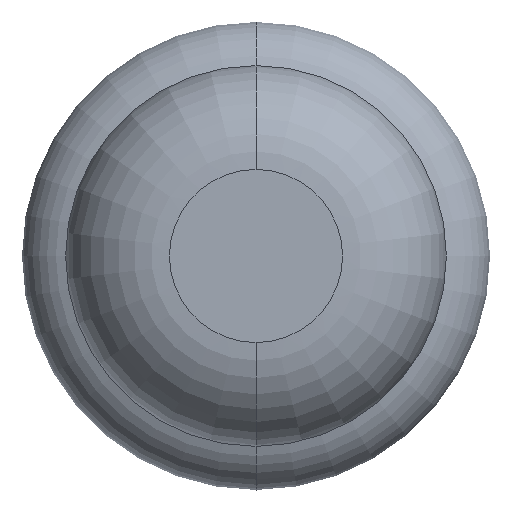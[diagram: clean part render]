
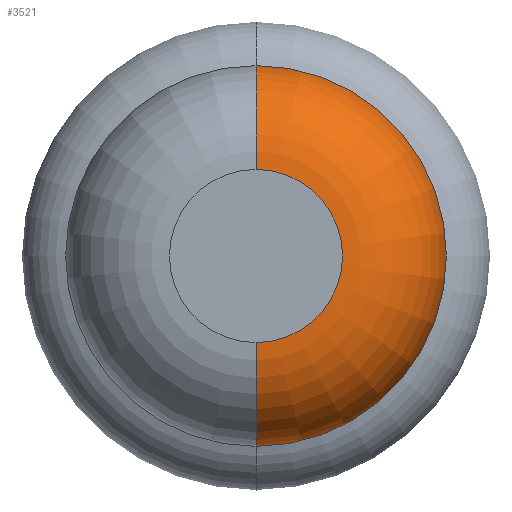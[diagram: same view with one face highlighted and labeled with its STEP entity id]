
A CAD part, front view. The second image highlights one B-rep face of the part: STEP entity #3521.
In plain terms, the highlighted toroidal (fillet/blend) face has major radius 0.375 mm and minor radius 0.45 mm.
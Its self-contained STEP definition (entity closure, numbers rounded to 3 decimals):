
#37 = CARTESIAN_POINT ( 'NONE',  ( 0., -23.55, 0. ) ) ;
#47 = DIRECTION ( 'NONE',  ( -1., 0., 0. ) ) ;
#225 = CARTESIAN_POINT ( 'NONE',  ( 0., -23.55, -0.375 ) ) ;
#375 = EDGE_CURVE ( 'NONE', #3476, #616, #1724, .T. ) ;
#495 = EDGE_LOOP ( 'NONE', ( #1483, #1014, #1613, #2601 ) ) ;
#616 = VERTEX_POINT ( 'NONE', #1737 ) ;
#640 = EDGE_CURVE ( 'NONE', #2233, #3476, #2088, .T. ) ;
#691 = AXIS2_PLACEMENT_3D ( 'NONE', #2082, #2589, #3490 ) ;
#719 = AXIS2_PLACEMENT_3D ( 'NONE', #37, #2232, #1376 ) ;
#761 = CARTESIAN_POINT ( 'NONE',  ( 0., -23.55, 0.825 ) ) ;
#997 = EDGE_CURVE ( 'NONE', #2233, #3202, #2295, .T. ) ;
#1014 = ORIENTED_EDGE ( 'NONE', *, *, #1308, .T. ) ;
#1122 = AXIS2_PLACEMENT_3D ( 'NONE', #1208, #47, #3411 ) ;
#1208 = CARTESIAN_POINT ( 'NONE',  ( 0., -23.55, 0.375 ) ) ;
#1266 = AXIS2_PLACEMENT_3D ( 'NONE', #225, #2996, #1642 ) ;
#1308 = EDGE_CURVE ( 'NONE', #3202, #616, #1326, .T. ) ;
#1326 = CIRCLE ( 'NONE', #1266, 0.45 ) ;
#1376 = DIRECTION ( 'NONE',  ( 0., 0., 1. ) ) ;
#1483 = ORIENTED_EDGE ( 'NONE', *, *, #997, .T. ) ;
#1613 = ORIENTED_EDGE ( 'NONE', *, *, #375, .F. ) ;
#1642 = DIRECTION ( 'NONE',  ( 0., 0., -1. ) ) ;
#1724 = CIRCLE ( 'NONE', #2886, 0.825 ) ;
#1737 = CARTESIAN_POINT ( 'NONE',  ( 0., -23.55, -0.825 ) ) ;
#1938 = DIRECTION ( 'NONE',  ( 0., 0., 1. ) ) ;
#1966 = TOROIDAL_SURFACE ( 'NONE', #719, 0.375, 0.45 ) ;
#2082 = CARTESIAN_POINT ( 'NONE',  ( 0., -24., 0. ) ) ;
#2088 = CIRCLE ( 'NONE', #1122, 0.45 ) ;
#2232 = DIRECTION ( 'NONE',  ( 0., 1., 0. ) ) ;
#2233 = VERTEX_POINT ( 'NONE', #3632 ) ;
#2295 = CIRCLE ( 'NONE', #691, 0.375 ) ;
#2464 = DIRECTION ( 'NONE',  ( 0., 1., 0. ) ) ;
#2561 = CARTESIAN_POINT ( 'NONE',  ( 0., -24., -0.375 ) ) ;
#2589 = DIRECTION ( 'NONE',  ( 0., 1., 0. ) ) ;
#2601 = ORIENTED_EDGE ( 'NONE', *, *, #640, .F. ) ;
#2647 = FACE_OUTER_BOUND ( 'NONE', #495, .T. ) ;
#2886 = AXIS2_PLACEMENT_3D ( 'NONE', #3609, #2464, #1938 ) ;
#2996 = DIRECTION ( 'NONE',  ( 1., 0., 0. ) ) ;
#3202 = VERTEX_POINT ( 'NONE', #2561 ) ;
#3411 = DIRECTION ( 'NONE',  ( 0., 0., 1. ) ) ;
#3476 = VERTEX_POINT ( 'NONE', #761 ) ;
#3490 = DIRECTION ( 'NONE',  ( 0., 0., 1. ) ) ;
#3521 = ADVANCED_FACE ( 'NONE', ( #2647 ), #1966, .T. ) ;
#3609 = CARTESIAN_POINT ( 'NONE',  ( 0., -23.55, 0. ) ) ;
#3632 = CARTESIAN_POINT ( 'NONE',  ( 0., -24., 0.375 ) ) ;
